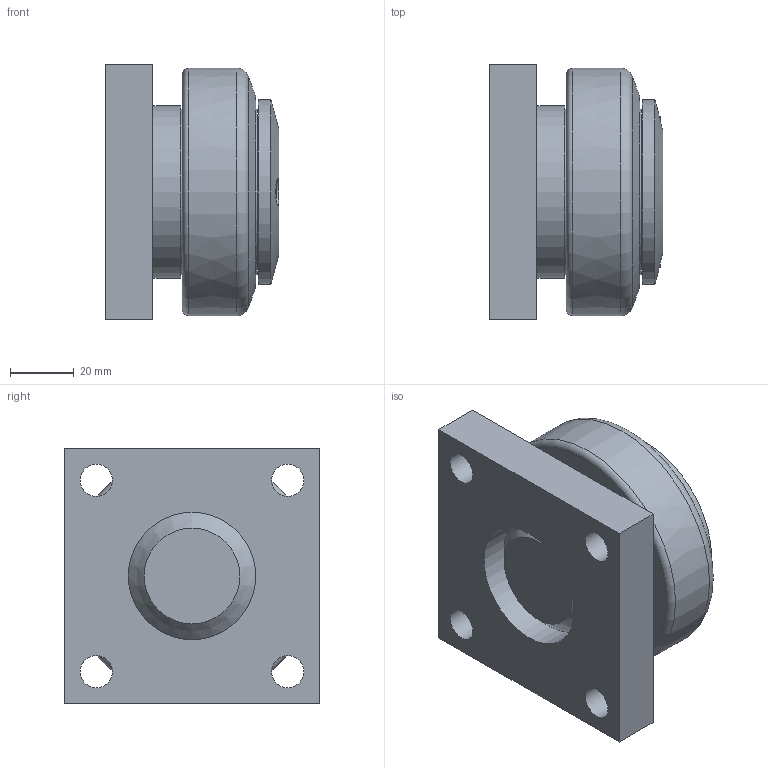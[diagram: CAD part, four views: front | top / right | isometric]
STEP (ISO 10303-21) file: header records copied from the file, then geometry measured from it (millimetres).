
FILE_DESCRIPTION(/* description */ ('-'),/* implementation_level */ '2;1');
FILE_NAME(/* name */ 'ALFATEC_TR080-0380BQ4000.stp',/* time_stamp */ '2021-02-02T11:22:27+01:00',/* author */ ('kstaebler'),/* organization */ (''),/* preprocessor_version */ 'ST-DEVELOPER v18.1',/* originating_system */ 'Autodesk Inventor 2020',/* authorisation */ '');
FILE_SCHEMA (('AUTOMOTIVE_DESIGN { 1 0 10303 214 3 1 1 }'));
Length unit declared in the file: millimetre
Products named in the file (1): TR 080.0380 BQ4000_Kontur
Bounding box: 54.5 x 80 x 80 mm (x, y, z)
Volume: 213082.5 mm3; surface area: 47616.2 mm2
Topology: 1 solids, 1 shells, 166 faces, 463 edges, 279 vertices
Faces by surface type: plane 82, cylinder 73, cone 7, torus 3, bspline 1
Full cylindrical faces by diameter (mm): 3 x2, 8.4 x2, 8.6 x2, 10.106 x4, 40 x1, 46 x1, 46.2 x1, 52 x2, 52.5 x1, 54 x1, 55 x1, 56.5 x2, 58 x1, 58.8 x2
Entity records: 5882 total; most frequent: CARTESIAN_POINT 1112, DIRECTION 1072, ORIENTED_EDGE 926, EDGE_CURVE 463, AXIS2_PLACEMENT_3D 455, CIRCLE 289, VERTEX_POINT 279, EDGE_LOOP 190
